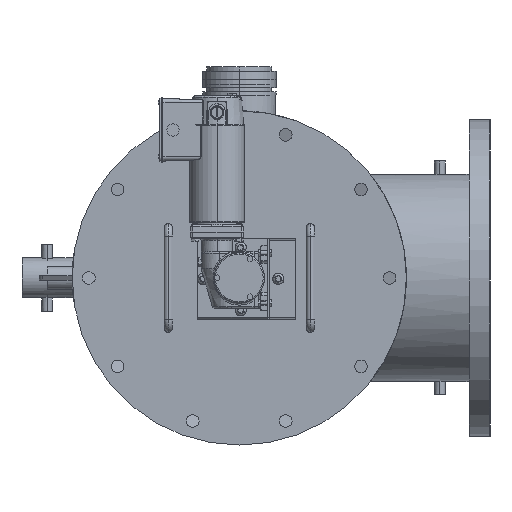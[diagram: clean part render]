
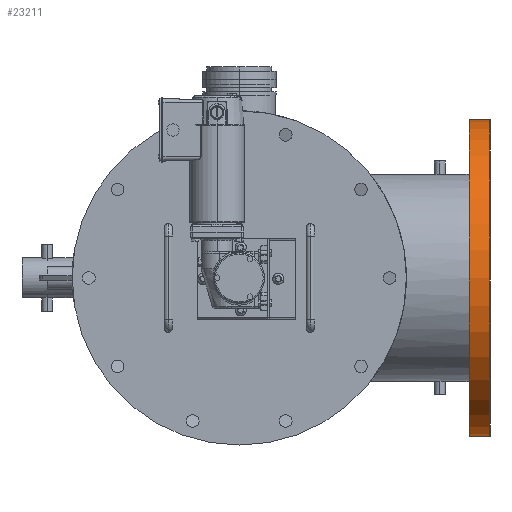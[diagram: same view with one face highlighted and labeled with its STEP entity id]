
A CAD part, left-side view. The second image highlights one B-rep face of the part: STEP entity #23211.
In plain terms, the highlighted cylindrical face has radius 241.3 mm (diameter 482.6 mm), a partial arc.
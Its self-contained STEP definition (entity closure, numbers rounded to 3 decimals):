
#1335 = CYLINDRICAL_SURFACE ( 'NONE', #7358, 241.3 ) ;
#1615 = CARTESIAN_POINT ( 'NONE',  ( 334.772, -349.25, 241.3 ) ) ;
#2749 = VERTEX_POINT ( 'NONE', #15843 ) ;
#2992 = DIRECTION ( 'NONE',  ( 0., 0., -1. ) ) ;
#4358 = VECTOR ( 'NONE', #30548, 1000. ) ;
#4438 = EDGE_CURVE ( 'NONE', #2749, #8961, #12144, .T. ) ;
#4559 = AXIS2_PLACEMENT_3D ( 'NONE', #6099, #12258, #21074 ) ;
#6099 = CARTESIAN_POINT ( 'NONE',  ( 334.772, -349.25, 0. ) ) ;
#7358 = AXIS2_PLACEMENT_3D ( 'NONE', #34993, #20378, #2992 ) ;
#8961 = VERTEX_POINT ( 'NONE', #19833 ) ;
#12144 = LINE ( 'NONE', #1615, #4358 ) ;
#12229 = EDGE_CURVE ( 'NONE', #2749, #21807, #35323, .T. ) ;
#12258 = DIRECTION ( 'NONE',  ( 0., -1., 0. ) ) ;
#13980 = ORIENTED_EDGE ( 'NONE', *, *, #12229, .T. ) ;
#14098 = LINE ( 'NONE', #34483, #15459 ) ;
#14590 = CARTESIAN_POINT ( 'NONE',  ( 334.772, -381., 0. ) ) ;
#15459 = VECTOR ( 'NONE', #32056, 1000. ) ;
#15843 = CARTESIAN_POINT ( 'NONE',  ( 334.772, -349.25, 241.3 ) ) ;
#17168 = EDGE_LOOP ( 'NONE', ( #36572, #13980, #28615, #19929 ) ) ;
#19833 = CARTESIAN_POINT ( 'NONE',  ( 334.772, -381., 241.3 ) ) ;
#19929 = ORIENTED_EDGE ( 'NONE', *, *, #29804, .F. ) ;
#20378 = DIRECTION ( 'NONE',  ( 0., -1., 0. ) ) ;
#20890 = VERTEX_POINT ( 'NONE', #26737 ) ;
#21074 = DIRECTION ( 'NONE',  ( 0., 0., -1. ) ) ;
#21807 = VERTEX_POINT ( 'NONE', #32426 ) ;
#22011 = AXIS2_PLACEMENT_3D ( 'NONE', #14590, #32265, #35079 ) ;
#23211 = ADVANCED_FACE ( 'NONE', ( #31128 ), #1335, .T. ) ;
#26737 = CARTESIAN_POINT ( 'NONE',  ( 334.772, -381., -241.3 ) ) ;
#27571 = CIRCLE ( 'NONE', #22011, 241.3 ) ;
#28615 = ORIENTED_EDGE ( 'NONE', *, *, #31865, .T. ) ;
#29804 = EDGE_CURVE ( 'NONE', #8961, #20890, #27571, .T. ) ;
#30548 = DIRECTION ( 'NONE',  ( 0., -1., 0. ) ) ;
#31128 = FACE_OUTER_BOUND ( 'NONE', #17168, .T. ) ;
#31865 = EDGE_CURVE ( 'NONE', #21807, #20890, #14098, .T. ) ;
#32056 = DIRECTION ( 'NONE',  ( 0., -1., 0. ) ) ;
#32265 = DIRECTION ( 'NONE',  ( 0., -1., 0. ) ) ;
#32426 = CARTESIAN_POINT ( 'NONE',  ( 334.772, -349.25, -241.3 ) ) ;
#34483 = CARTESIAN_POINT ( 'NONE',  ( 334.772, -349.25, -241.3 ) ) ;
#34993 = CARTESIAN_POINT ( 'NONE',  ( 334.772, -349.25, 0. ) ) ;
#35079 = DIRECTION ( 'NONE',  ( 0., 0., -1. ) ) ;
#35323 = CIRCLE ( 'NONE', #4559, 241.3 ) ;
#36572 = ORIENTED_EDGE ( 'NONE', *, *, #4438, .F. ) ;
